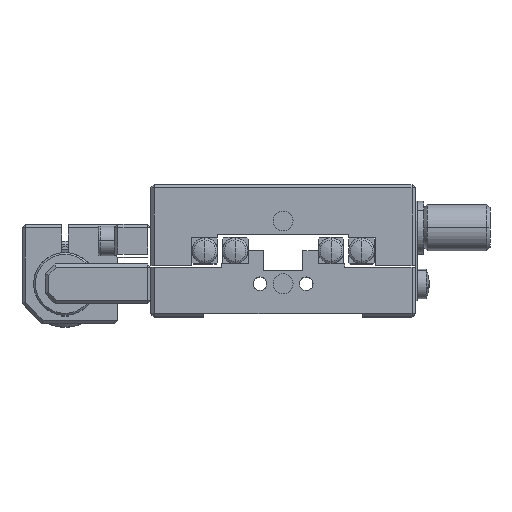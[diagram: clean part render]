
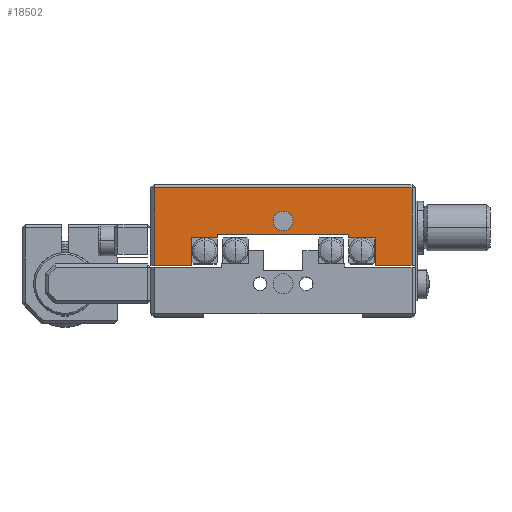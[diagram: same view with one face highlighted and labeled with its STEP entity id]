
A CAD part, top view. The second image highlights one B-rep face of the part: STEP entity #18502.
In plain terms, the highlighted planar face has unit normal (0, 0, 1).
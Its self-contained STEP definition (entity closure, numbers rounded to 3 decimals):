
#947 = ORIENTED_EDGE ( 'NONE', *, *, #10233, .T. ) ;
#1428 = CARTESIAN_POINT ( 'NONE',  ( -4.823, 0.339, 71.3 ) ) ;
#1527 = EDGE_CURVE ( 'NONE', #6226, #6479, #11355, .T. ) ;
#1938 = VERTEX_POINT ( 'NONE', #12410 ) ;
#1951 = EDGE_CURVE ( 'NONE', #12747, #14384, #13015, .T. ) ;
#1963 = DIRECTION ( 'NONE',  ( -1., 0., 0. ) ) ;
#2017 = VERTEX_POINT ( 'NONE', #6961 ) ;
#2036 = ORIENTED_EDGE ( 'NONE', *, *, #16195, .F. ) ;
#2096 = CARTESIAN_POINT ( 'NONE',  ( -24.323, -6.361, 71.3 ) ) ;
#2110 = CARTESIAN_POINT ( 'NONE',  ( 9.177, -2.161, 71.3 ) ) ;
#2152 = VECTOR ( 'NONE', #10697, 1000. ) ;
#2331 = DIRECTION ( 'NONE',  ( 1., 0., 0. ) ) ;
#2396 = LINE ( 'NONE', #16871, #6570 ) ;
#3319 = EDGE_CURVE ( 'NONE', #11846, #1938, #6550, .T. ) ;
#3587 = VECTOR ( 'NONE', #11027, 1000. ) ;
#3909 = DIRECTION ( 'NONE',  ( -1., 0., 0. ) ) ;
#4012 = VECTOR ( 'NONE', #11909, 1000. ) ;
#4250 = AXIS2_PLACEMENT_3D ( 'NONE', #13796, #21017, #19349 ) ;
#4254 = FACE_OUTER_BOUND ( 'NONE', #7709, .T. ) ;
#4295 = VERTEX_POINT ( 'NONE', #17714 ) ;
#4712 = VERTEX_POINT ( 'NONE', #16913 ) ;
#4733 = CARTESIAN_POINT ( 'NONE',  ( 15.177, -6.361, 71.3 ) ) ;
#4734 = ORIENTED_EDGE ( 'NONE', *, *, #3319, .T. ) ;
#5442 = ORIENTED_EDGE ( 'NONE', *, *, #15147, .T. ) ;
#5548 = ORIENTED_EDGE ( 'NONE', *, *, #19310, .F. ) ;
#5551 = EDGE_CURVE ( 'NONE', #4295, #6018, #21027, .T. ) ;
#6018 = VERTEX_POINT ( 'NONE', #18211 ) ;
#6021 = VECTOR ( 'NONE', #18132, 1000. ) ;
#6040 = VECTOR ( 'NONE', #13160, 1000. ) ;
#6226 = VERTEX_POINT ( 'NONE', #7104 ) ;
#6479 = VERTEX_POINT ( 'NONE', #9852 ) ;
#6550 = CIRCLE ( 'NONE', #8285, 1.5 ) ;
#6570 = VECTOR ( 'NONE', #2331, 1000. ) ;
#6961 = CARTESIAN_POINT ( 'NONE',  ( -18.623, -2.161, 71.3 ) ) ;
#6980 = VECTOR ( 'NONE', #1963, 1000. ) ;
#7104 = CARTESIAN_POINT ( 'NONE',  ( -24.323, -6.361, 71.3 ) ) ;
#7491 = CARTESIAN_POINT ( 'NONE',  ( 15.177, 5.339, 71.3 ) ) ;
#7572 = VERTEX_POINT ( 'NONE', #16850 ) ;
#7709 = EDGE_LOOP ( 'NONE', ( #19203, #21533, #5442, #13184, #22183, #13702, #22136, #21150, #5548, #22406, #2036, #10744 ) ) ;
#8067 = LINE ( 'NONE', #9305, #13107 ) ;
#8075 = PLANE ( 'NONE',  #10472 ) ;
#8285 = AXIS2_PLACEMENT_3D ( 'NONE', #1428, #13932, #10314 ) ;
#8322 = LINE ( 'NONE', #14564, #3587 ) ;
#8488 = LINE ( 'NONE', #2110, #9896 ) ;
#8498 = CARTESIAN_POINT ( 'NONE',  ( 14.677, -6.361, 71.3 ) ) ;
#8878 = CARTESIAN_POINT ( 'NONE',  ( -14.723, -1.661, 71.3 ) ) ;
#8919 = CARTESIAN_POINT ( 'NONE',  ( -14.723, -2.161, 71.3 ) ) ;
#9305 = CARTESIAN_POINT ( 'NONE',  ( 14.677, -6.361, 71.3 ) ) ;
#9390 = EDGE_LOOP ( 'NONE', ( #947, #4734 ) ) ;
#9852 = CARTESIAN_POINT ( 'NONE',  ( -18.623, -6.361, 71.3 ) ) ;
#9896 = VECTOR ( 'NONE', #3909, 1000. ) ;
#10151 = LINE ( 'NONE', #18824, #4012 ) ;
#10184 = CARTESIAN_POINT ( 'NONE',  ( 5.077, -1.661, 71.3 ) ) ;
#10233 = EDGE_CURVE ( 'NONE', #1938, #11846, #17825, .T. ) ;
#10314 = DIRECTION ( 'NONE',  ( -1., 0., 0. ) ) ;
#10472 = AXIS2_PLACEMENT_3D ( 'NONE', #4733, #17254, #15377 ) ;
#10697 = DIRECTION ( 'NONE',  ( 0., -1., 0. ) ) ;
#10744 = ORIENTED_EDGE ( 'NONE', *, *, #5551, .T. ) ;
#10762 = LINE ( 'NONE', #21224, #22299 ) ;
#10812 = EDGE_CURVE ( 'NONE', #2017, #6479, #10762, .T. ) ;
#11027 = DIRECTION ( 'NONE',  ( -1., 0., 0. ) ) ;
#11355 = LINE ( 'NONE', #13011, #6040 ) ;
#11515 = EDGE_CURVE ( 'NONE', #14384, #2017, #8488, .T. ) ;
#11682 = EDGE_CURVE ( 'NONE', #17432, #4712, #10151, .T. ) ;
#11846 = VERTEX_POINT ( 'NONE', #17410 ) ;
#11909 = DIRECTION ( 'NONE',  ( 0., -1., 0. ) ) ;
#12315 = DIRECTION ( 'NONE',  ( -1., 0., 0. ) ) ;
#12365 = CARTESIAN_POINT ( 'NONE',  ( -14.723, -1.661, 71.3 ) ) ;
#12410 = CARTESIAN_POINT ( 'NONE',  ( -3.323, 0.339, 71.3 ) ) ;
#12747 = VERTEX_POINT ( 'NONE', #12365 ) ;
#13011 = CARTESIAN_POINT ( 'NONE',  ( 15.177, -6.361, 71.3 ) ) ;
#13015 = LINE ( 'NONE', #16053, #2152 ) ;
#13107 = VECTOR ( 'NONE', #19983, 1000. ) ;
#13160 = DIRECTION ( 'NONE',  ( 1., 0., 0. ) ) ;
#13184 = ORIENTED_EDGE ( 'NONE', *, *, #18167, .T. ) ;
#13246 = CARTESIAN_POINT ( 'NONE',  ( 9.177, -2.161, 71.3 ) ) ;
#13702 = ORIENTED_EDGE ( 'NONE', *, *, #10812, .F. ) ;
#13796 = CARTESIAN_POINT ( 'NONE',  ( -4.823, 0.339, 71.3 ) ) ;
#13848 = LINE ( 'NONE', #2096, #6021 ) ;
#13932 = DIRECTION ( 'NONE',  ( 0., 0., -1. ) ) ;
#14032 = FACE_BOUND ( 'NONE', #9390, .T. ) ;
#14384 = VERTEX_POINT ( 'NONE', #8919 ) ;
#14564 = CARTESIAN_POINT ( 'NONE',  ( 9.177, -2.161, 71.3 ) ) ;
#15096 = CARTESIAN_POINT ( 'NONE',  ( -24.323, 5.339, 71.3 ) ) ;
#15147 = EDGE_CURVE ( 'NONE', #7572, #17852, #17094, .T. ) ;
#15377 = DIRECTION ( 'NONE',  ( 1., 0., 0. ) ) ;
#16053 = CARTESIAN_POINT ( 'NONE',  ( -14.723, -1.661, 71.3 ) ) ;
#16195 = EDGE_CURVE ( 'NONE', #4295, #4712, #8322, .T. ) ;
#16377 = VECTOR ( 'NONE', #12315, 1000. ) ;
#16850 = CARTESIAN_POINT ( 'NONE',  ( 14.677, 5.339, 71.3 ) ) ;
#16871 = CARTESIAN_POINT ( 'NONE',  ( 15.177, -6.361, 71.3 ) ) ;
#16913 = CARTESIAN_POINT ( 'NONE',  ( 5.077, -2.161, 71.3 ) ) ;
#17094 = LINE ( 'NONE', #7491, #6980 ) ;
#17254 = DIRECTION ( 'NONE',  ( 0., 0., 1. ) ) ;
#17410 = CARTESIAN_POINT ( 'NONE',  ( -6.323, 0.339, 71.3 ) ) ;
#17432 = VERTEX_POINT ( 'NONE', #10184 ) ;
#17714 = CARTESIAN_POINT ( 'NONE',  ( 9.177, -2.161, 71.3 ) ) ;
#17825 = CIRCLE ( 'NONE', #4250, 1.5 ) ;
#17852 = VERTEX_POINT ( 'NONE', #15096 ) ;
#18075 = LINE ( 'NONE', #8878, #16377 ) ;
#18132 = DIRECTION ( 'NONE',  ( 0., -1., 0. ) ) ;
#18167 = EDGE_CURVE ( 'NONE', #17852, #6226, #13848, .T. ) ;
#18211 = CARTESIAN_POINT ( 'NONE',  ( 9.177, -6.361, 71.3 ) ) ;
#18310 = EDGE_CURVE ( 'NONE', #6018, #19171, #2396, .T. ) ;
#18502 = ADVANCED_FACE ( 'NONE', ( #4254, #14032 ), #8075, .T. ) ;
#18824 = CARTESIAN_POINT ( 'NONE',  ( 5.077, -1.661, 71.3 ) ) ;
#19039 = VECTOR ( 'NONE', #22060, 1000. ) ;
#19171 = VERTEX_POINT ( 'NONE', #8498 ) ;
#19203 = ORIENTED_EDGE ( 'NONE', *, *, #18310, .T. ) ;
#19310 = EDGE_CURVE ( 'NONE', #17432, #12747, #18075, .T. ) ;
#19349 = DIRECTION ( 'NONE',  ( -1., 0., 0. ) ) ;
#19983 = DIRECTION ( 'NONE',  ( 0., 1., 0. ) ) ;
#21017 = DIRECTION ( 'NONE',  ( 0., 0., -1. ) ) ;
#21027 = LINE ( 'NONE', #13246, #19039 ) ;
#21150 = ORIENTED_EDGE ( 'NONE', *, *, #1951, .F. ) ;
#21224 = CARTESIAN_POINT ( 'NONE',  ( -18.623, -2.161, 71.3 ) ) ;
#21304 = DIRECTION ( 'NONE',  ( 0., -1., 0. ) ) ;
#21533 = ORIENTED_EDGE ( 'NONE', *, *, #22969, .T. ) ;
#22060 = DIRECTION ( 'NONE',  ( 0., -1., 0. ) ) ;
#22136 = ORIENTED_EDGE ( 'NONE', *, *, #11515, .F. ) ;
#22183 = ORIENTED_EDGE ( 'NONE', *, *, #1527, .T. ) ;
#22299 = VECTOR ( 'NONE', #21304, 1000. ) ;
#22406 = ORIENTED_EDGE ( 'NONE', *, *, #11682, .T. ) ;
#22969 = EDGE_CURVE ( 'NONE', #19171, #7572, #8067, .T. ) ;
